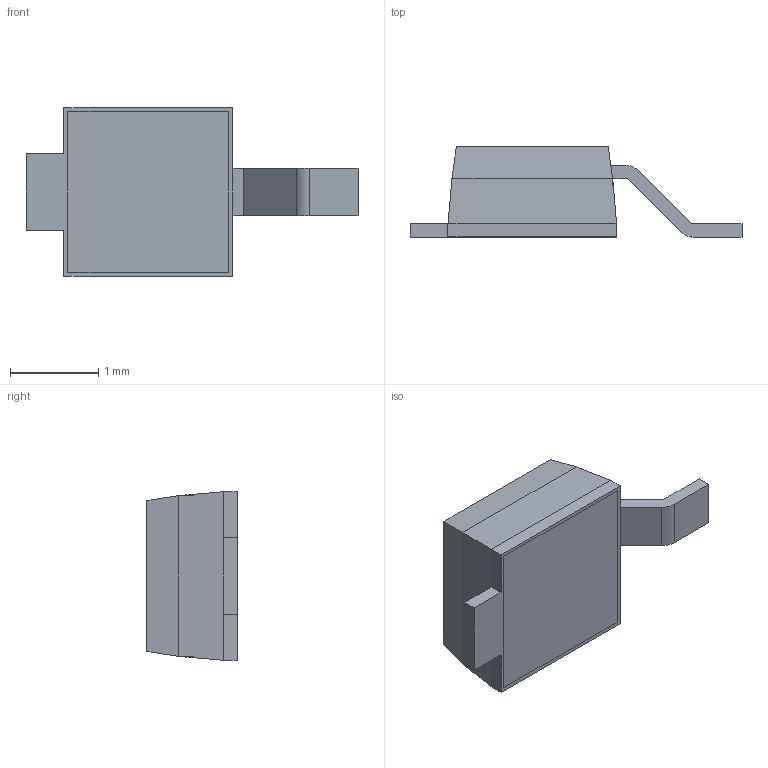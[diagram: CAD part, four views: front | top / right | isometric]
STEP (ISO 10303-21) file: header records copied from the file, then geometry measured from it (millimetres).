
FILE_DESCRIPTION (( 'STEP AP214' ), '1' );
FILE_NAME ('User Library-microsemi_powermite.STEP', '2012-03-30T22:09:13', ( 'sysAdmin' ), ( 'SolidWorks' ), 'SwSTEP 2.0', 'SolidWorks 2012', '' );
FILE_SCHEMA (( 'AUTOMOTIVE_DESIGN' ));
Length unit declared in the file: millimetre
Products named in the file (1): User Library-microsemi_powermite
Bounding box: 3.76 x 1.02 x 1.91 mm (x, y, z)
Volume: 5.9 mm3; surface area: 29.3 mm2
Topology: 2 solids, 2 shells, 90 faces, 225 edges, 146 vertices
Faces by surface type: plane 66, bspline 20, cylinder 4
Entity records: 4622 total; most frequent: CARTESIAN_POINT 1570, ORIENTED_EDGE 450, DIRECTION 335, EDGE_CURVE 225, VECTOR 177, LINE 177, VERTEX_POINT 146, EDGE_LOOP 97
